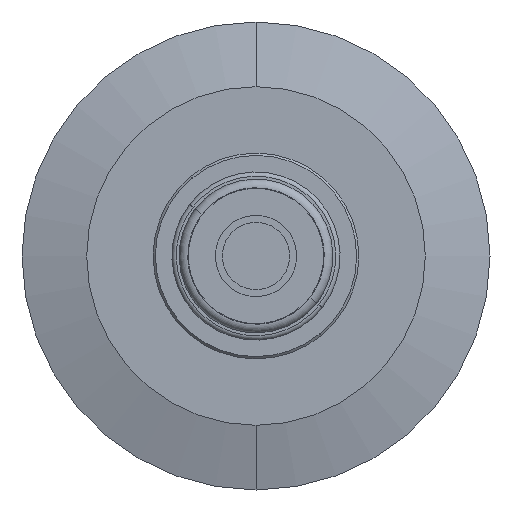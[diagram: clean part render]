
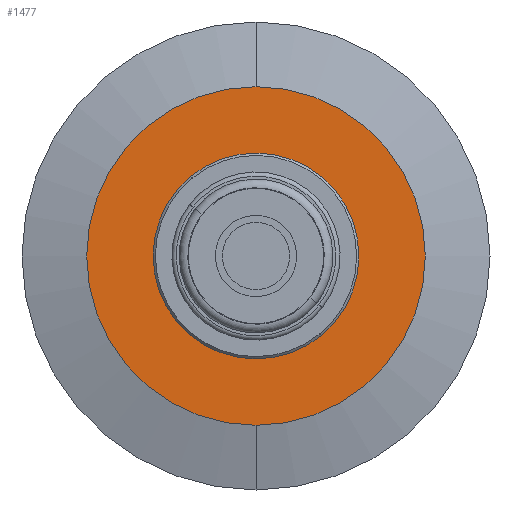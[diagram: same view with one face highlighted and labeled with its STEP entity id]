
A CAD part, front view. The second image highlights one B-rep face of the part: STEP entity #1477.
In plain terms, the highlighted planar face has unit normal (0, -1, 0).
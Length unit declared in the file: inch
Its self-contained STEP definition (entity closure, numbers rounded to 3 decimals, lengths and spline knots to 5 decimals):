
#30 = DIRECTION ( 'NONE',  ( 0., 0., 1. ) ) ;
#41 = VERTEX_POINT ( 'NONE', #94 ) ;
#62 = CARTESIAN_POINT ( 'NONE',  ( 0., -0.2, -0.78144 ) ) ;
#94 = CARTESIAN_POINT ( 'NONE',  ( 0., -0.2, 0.78144 ) ) ;
#189 = EDGE_CURVE ( 'NONE', #241, #1609, #370, .T. ) ;
#231 = AXIS2_PLACEMENT_3D ( 'NONE', #1390, #1004, #30 ) ;
#241 = VERTEX_POINT ( 'NONE', #802 ) ;
#370 = CIRCLE ( 'NONE', #947, 0.3735 ) ;
#377 = ORIENTED_EDGE ( 'NONE', *, *, #1739, .T. ) ;
#394 = ORIENTED_EDGE ( 'NONE', *, *, #809, .T. ) ;
#396 = AXIS2_PLACEMENT_3D ( 'NONE', #1567, #901, #1164 ) ;
#417 = EDGE_CURVE ( 'NONE', #1168, #41, #714, .T. ) ;
#477 = DIRECTION ( 'NONE',  ( 0., 1., 0. ) ) ;
#527 = DIRECTION ( 'NONE',  ( 0., 0., 1. ) ) ;
#569 = AXIS2_PLACEMENT_3D ( 'NONE', #1495, #646, #1611 ) ;
#602 = AXIS2_PLACEMENT_3D ( 'NONE', #953, #1777, #527 ) ;
#646 = DIRECTION ( 'NONE',  ( 0., -1., 0. ) ) ;
#714 = CIRCLE ( 'NONE', #396, 0.78144 ) ;
#802 = CARTESIAN_POINT ( 'NONE',  ( 0.20428, -0.2, -0.31268 ) ) ;
#809 = EDGE_CURVE ( 'NONE', #41, #1168, #1706, .T. ) ;
#901 = DIRECTION ( 'NONE',  ( 0., -1., 0. ) ) ;
#947 = AXIS2_PLACEMENT_3D ( 'NONE', #1726, #477, #1035 ) ;
#953 = CARTESIAN_POINT ( 'NONE',  ( -0.78144, -0.2, 0. ) ) ;
#980 = ORIENTED_EDGE ( 'NONE', *, *, #417, .T. ) ;
#985 = EDGE_LOOP ( 'NONE', ( #394, #980 ) ) ;
#1004 = DIRECTION ( 'NONE',  ( 0., 1., 0. ) ) ;
#1035 = DIRECTION ( 'NONE',  ( 0., 0., 1. ) ) ;
#1097 = FACE_OUTER_BOUND ( 'NONE', #985, .T. ) ;
#1164 = DIRECTION ( 'NONE',  ( 0., 0., -1. ) ) ;
#1168 = VERTEX_POINT ( 'NONE', #62 ) ;
#1218 = FACE_BOUND ( 'NONE', #1688, .T. ) ;
#1390 = CARTESIAN_POINT ( 'NONE',  ( 0., -0.2, 0. ) ) ;
#1427 = ORIENTED_EDGE ( 'NONE', *, *, #189, .T. ) ;
#1440 = CIRCLE ( 'NONE', #231, 0.3735 ) ;
#1477 = ADVANCED_FACE ( 'NONE', ( #1218, #1097 ), #1653, .F. ) ;
#1495 = CARTESIAN_POINT ( 'NONE',  ( 0., -0.2, 0. ) ) ;
#1567 = CARTESIAN_POINT ( 'NONE',  ( 0., -0.2, 0. ) ) ;
#1609 = VERTEX_POINT ( 'NONE', #1796 ) ;
#1611 = DIRECTION ( 'NONE',  ( 0., 0., -1. ) ) ;
#1653 = PLANE ( 'NONE',  #602 ) ;
#1688 = EDGE_LOOP ( 'NONE', ( #1427, #377 ) ) ;
#1706 = CIRCLE ( 'NONE', #569, 0.78144 ) ;
#1726 = CARTESIAN_POINT ( 'NONE',  ( 0., -0.2, 0. ) ) ;
#1739 = EDGE_CURVE ( 'NONE', #1609, #241, #1440, .T. ) ;
#1777 = DIRECTION ( 'NONE',  ( 0., 1., 0. ) ) ;
#1796 = CARTESIAN_POINT ( 'NONE',  ( -0.20428, -0.2, 0.31268 ) ) ;
